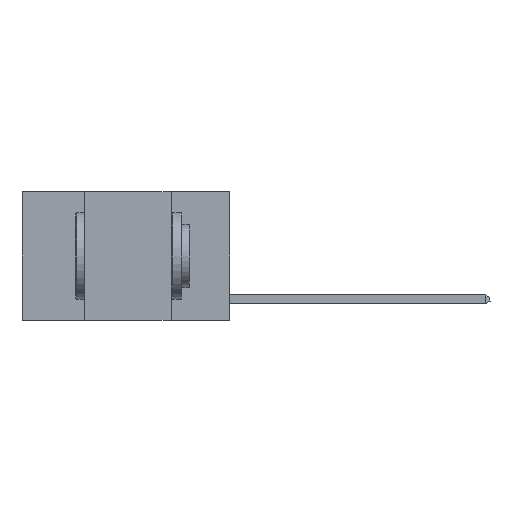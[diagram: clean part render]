
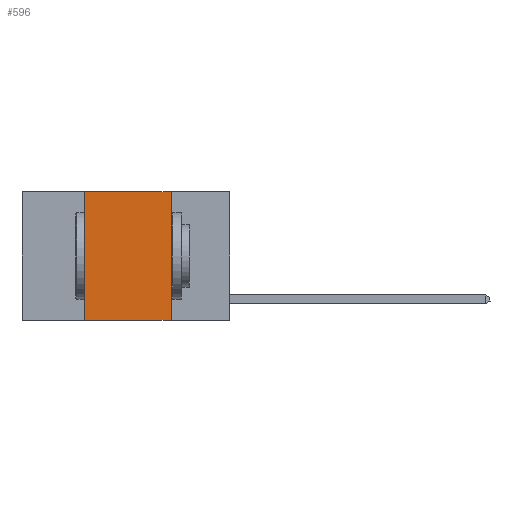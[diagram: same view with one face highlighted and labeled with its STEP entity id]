
A CAD part, left-side view. The second image highlights one B-rep face of the part: STEP entity #596.
In plain terms, the highlighted planar face has unit normal (-1, 0, 0).
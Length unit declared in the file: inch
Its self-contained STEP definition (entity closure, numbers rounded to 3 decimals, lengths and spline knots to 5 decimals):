
#596 = ADVANCED_FACE ( 'NONE', ( #4497 ), #13064, .F. ) ;
#1501 = VECTOR ( 'NONE', #11992, 39.37008 ) ;
#1640 = CARTESIAN_POINT ( 'NONE',  ( 0., 0.17, -0.37 ) ) ;
#2054 = CARTESIAN_POINT ( 'NONE',  ( 0., 0.6, 0. ) ) ;
#2340 = EDGE_LOOP ( 'NONE', ( #13816, #18223, #13898, #3398 ) ) ;
#3398 = ORIENTED_EDGE ( 'NONE', *, *, #5052, .T. ) ;
#3564 = CARTESIAN_POINT ( 'NONE',  ( 0., 0.42, -0.37 ) ) ;
#3677 = DIRECTION ( 'NONE',  ( 0., -1., 0. ) ) ;
#4344 = CARTESIAN_POINT ( 'NONE',  ( 0., 0.42, 0. ) ) ;
#4497 = FACE_OUTER_BOUND ( 'NONE', #2340, .T. ) ;
#5000 = VERTEX_POINT ( 'NONE', #8522 ) ;
#5052 = EDGE_CURVE ( 'NONE', #5956, #15083, #14308, .T. ) ;
#5956 = VERTEX_POINT ( 'NONE', #3564 ) ;
#7303 = DIRECTION ( 'NONE',  ( 0., 0., -1. ) ) ;
#7376 = EDGE_CURVE ( 'NONE', #8287, #5000, #8004, .T. ) ;
#7833 = AXIS2_PLACEMENT_3D ( 'NONE', #11619, #13241, #7303 ) ;
#8004 = LINE ( 'NONE', #2054, #15550 ) ;
#8287 = VERTEX_POINT ( 'NONE', #4344 ) ;
#8522 = CARTESIAN_POINT ( 'NONE',  ( 0., 0.17, 0. ) ) ;
#10078 = CARTESIAN_POINT ( 'NONE',  ( 0., 0.17, 0. ) ) ;
#11609 = DIRECTION ( 'NONE',  ( 0., 0., -1. ) ) ;
#11619 = CARTESIAN_POINT ( 'NONE',  ( 0., 0.6, 0. ) ) ;
#11992 = DIRECTION ( 'NONE',  ( 0., 0., 1. ) ) ;
#13064 = PLANE ( 'NONE',  #7833 ) ;
#13147 = CARTESIAN_POINT ( 'NONE',  ( 0., 0.42, 0. ) ) ;
#13241 = DIRECTION ( 'NONE',  ( 1., 0., 0. ) ) ;
#13816 = ORIENTED_EDGE ( 'NONE', *, *, #15369, .F. ) ;
#13898 = ORIENTED_EDGE ( 'NONE', *, *, #18887, .F. ) ;
#14308 = LINE ( 'NONE', #18657, #17293 ) ;
#15083 = VERTEX_POINT ( 'NONE', #1640 ) ;
#15369 = EDGE_CURVE ( 'NONE', #5000, #15083, #16045, .T. ) ;
#15550 = VECTOR ( 'NONE', #3677, 39.37008 ) ;
#16045 = LINE ( 'NONE', #10078, #16460 ) ;
#16130 = DIRECTION ( 'NONE',  ( 0., -1., 0. ) ) ;
#16241 = LINE ( 'NONE', #13147, #1501 ) ;
#16460 = VECTOR ( 'NONE', #11609, 39.37008 ) ;
#17293 = VECTOR ( 'NONE', #16130, 39.37008 ) ;
#18223 = ORIENTED_EDGE ( 'NONE', *, *, #7376, .F. ) ;
#18657 = CARTESIAN_POINT ( 'NONE',  ( 0., 0.6, -0.37 ) ) ;
#18887 = EDGE_CURVE ( 'NONE', #5956, #8287, #16241, .T. ) ;
